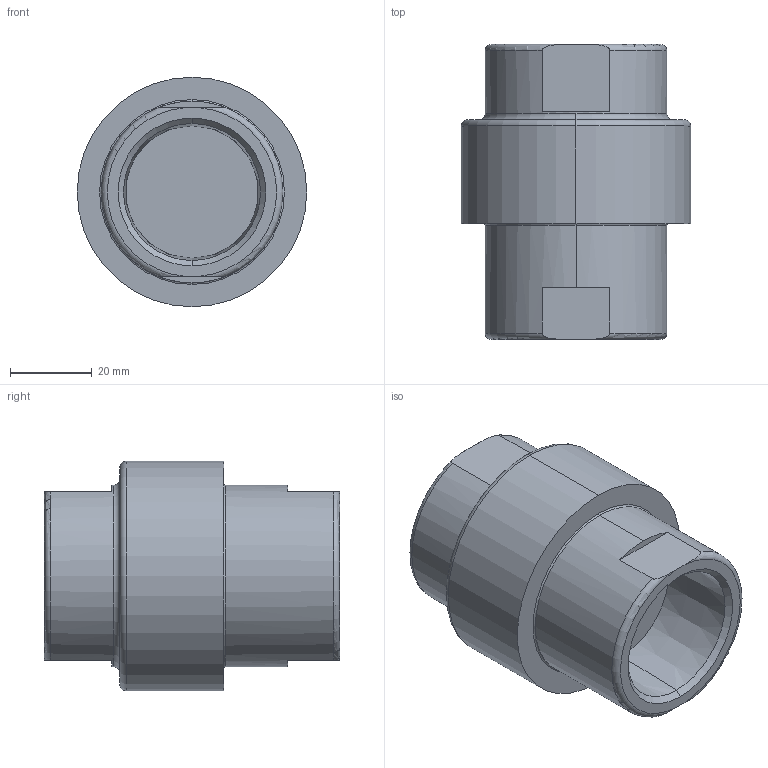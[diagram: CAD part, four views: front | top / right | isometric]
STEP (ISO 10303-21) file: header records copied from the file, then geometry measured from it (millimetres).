
FILE_DESCRIPTION (( 'STEP AP203' ), '1' );
FILE_NAME ('93TH-100-N.STEP', '2023-08-24T15:19:21', ( '' ), ( '' ), 'SwSTEP 2.0', 'SolidWorks 2022', '' );
FILE_SCHEMA (( 'CONFIG_CONTROL_DESIGN' ));
Length unit declared in the file: inch
Products named in the file (1): 93TH-100-N
Bounding box: 56.16 x 72.19 x 56.16 mm (x, y, z)
Volume: 115383.7 mm3; surface area: 17608.7 mm2
Topology: 1 solids, 1 shells, 36 faces, 82 edges, 52 vertices
Faces by surface type: plane 14, torus 10, cone 6, cylinder 6
Entity records: 1235 total; most frequent: CARTESIAN_POINT 315, DIRECTION 194, ORIENTED_EDGE 164, AXIS2_PLACEMENT_3D 83, EDGE_CURVE 82, VERTEX_POINT 52, CIRCLE 46, EDGE_LOOP 40
